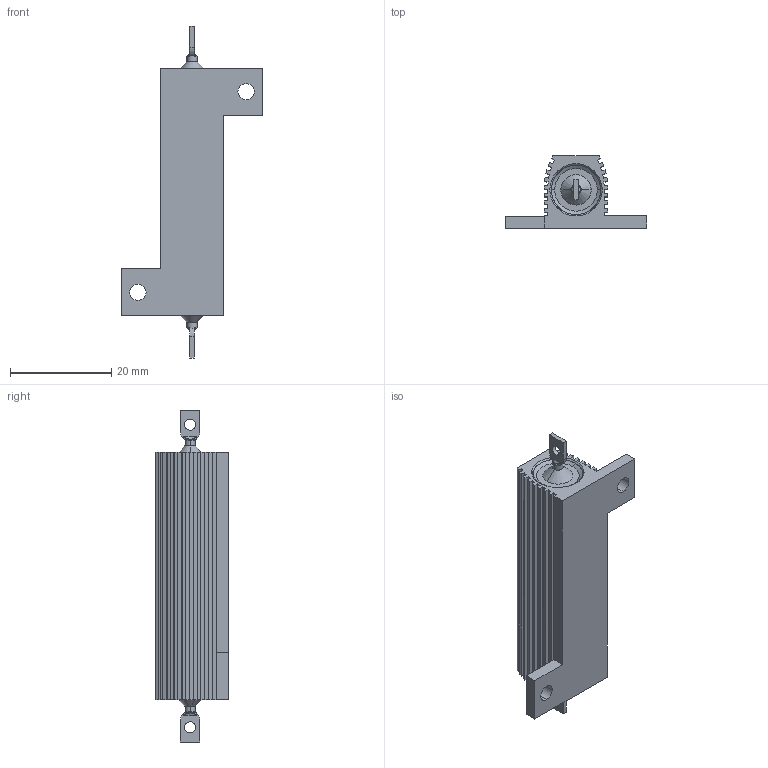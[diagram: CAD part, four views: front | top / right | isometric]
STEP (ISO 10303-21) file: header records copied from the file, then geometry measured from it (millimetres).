
FILE_DESCRIPTION (( 'STEP AP203' ), '1' );
FILE_NAME ('HS50-RSPRO.STEP', '2021-11-13T13:52:00', ( '' ), ( '' ), 'SwSTEP 2.0', 'SolidWorks 2020', '' );
FILE_SCHEMA (( 'CONFIG_CONTROL_DESIGN' ));
Length unit declared in the file: millimetre
Products named in the file (1): HS50-RSPRO
Bounding box: 28 x 14.35 x 65.68 mm (x, y, z)
Surface area: 5516.2 mm2 (no closed solid volume)
Topology: 0 solids, 4 shells, 166 faces, 491 edges, 322 vertices
Faces by surface type: plane 88, cylinder 36, cone 30, bspline 12
Entity records: 5973 total; most frequent: CARTESIAN_POINT 1664, ORIENTED_EDGE 892, DIRECTION 823, EDGE_CURVE 483, VERTEX_POINT 322, LINE 293, VECTOR 293, AXIS2_PLACEMENT_3D 265
